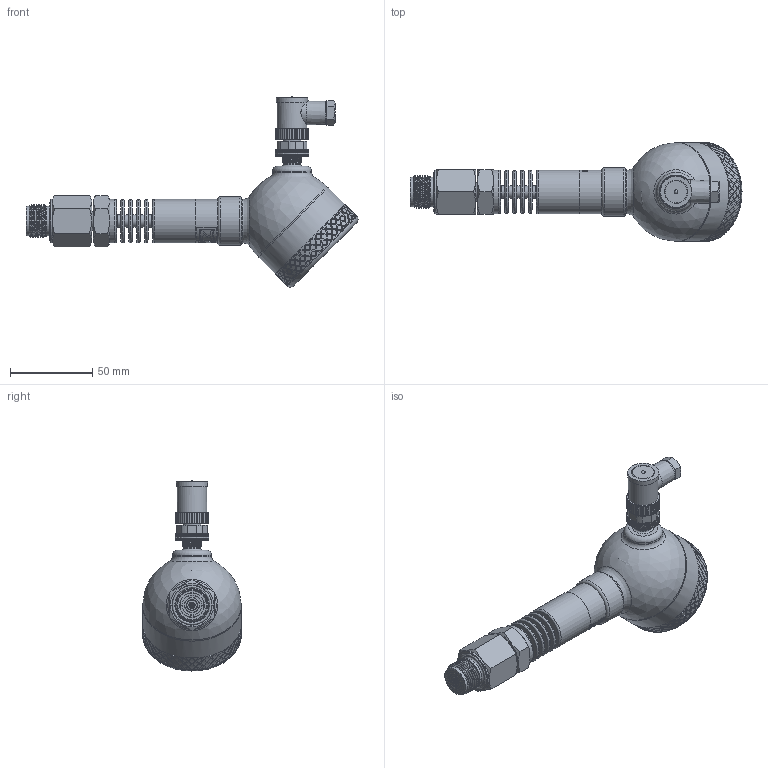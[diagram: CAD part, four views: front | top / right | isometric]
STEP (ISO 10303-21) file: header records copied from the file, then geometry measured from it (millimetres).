
FILE_DESCRIPTION(/* description */ (''),/* implementation_level */ '2;1');
FILE_NAME(/* name */ 'APZ3420mFH_M20x1,5DIN-flush_radiator_2.step',/* time_stamp */ '2021-07-07T15:52:43+03:00',/* author */ (''),/* organization */ (''),/* preprocessor_version */ 'ST-DEVELOPER v18.1',/* originating_system */ 'Autodesk Translation Framework v10.9.0.1377',/* authorisation */ '');
FILE_SCHEMA (('AUTOMOTIVE_DESIGN { 1 0 10303 214 3 1 1 }'));
Length unit declared in the file: millimetre
Products named in the file (8): АПЗ420М-полевойкорпус-
заполненный; Заполненный полевой 
корпус v13; Main body; Cover without display; M12x1 adapter; M12x1 female angular v10; G1\4EN radiator; M20x1,5DIN diaphragm 18 v8 (1)
Assembly tree (7 placements, depth 3):
  АПЗ420М-полевойкорпус-
заполненный
    Заполненный полевой 
корпус v13
      Main body
      Cover without display
      M12x1 adapter
      M12x1 female angular v10
    G1\4EN radiator
    M20x1,5DIN diaphragm 18 v8 (1)
Bounding box: 202.02 x 60.1 x 115.69 mm (x, y, z)
Volume: 269350.5 mm3; surface area: 51887.4 mm2
Topology: 9 solids, 9 shells, 1707 faces, 4259 edges, 2829 vertices
Faces by surface type: bspline 921, cylinder 518, plane 194, torus 48, cone 24, sphere 2
Full cylindrical faces by diameter (mm): 1 x4, 2 x1, 3.3 x1, 4 x1, 5 x3, 7 x1, 7.5 x5, 8 x1, 9.3 x1, 9.471 x2, 9.5 x2, 10.5 x2, 10.741 x7, 11 x1, 11.035 x4, 11.156 x1, 11.445 x5, 11.884 x6, 12.152 x4, 13 x1, 13.157 x9, 18 x3, 18.137 x5, 19 x1, 19.7 x1, 19.85 x4, 21 x1, 21.6 x1, 21.767 x1, 22.4 x1
Entity records: 79487 total; most frequent: CARTESIAN_POINT 45684, ORIENTED_EDGE 8514, EDGE_CURVE 4257, DIRECTION 4013, VERTEX_POINT 2829, B_SPLINE_CURVE_WITH_KNOTS 2658, EDGE_LOOP 1976, FACE_OUTER_BOUND 1707
